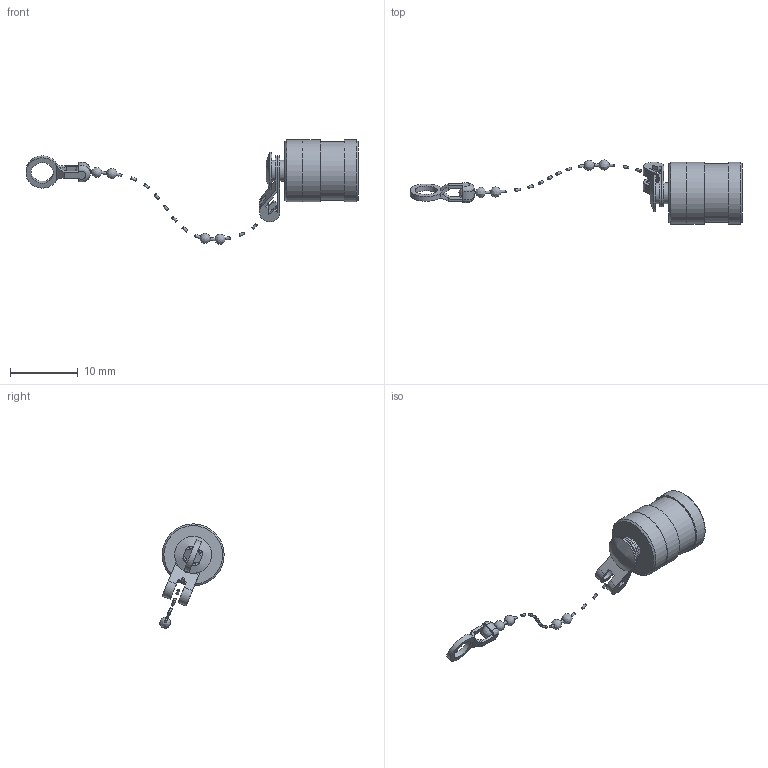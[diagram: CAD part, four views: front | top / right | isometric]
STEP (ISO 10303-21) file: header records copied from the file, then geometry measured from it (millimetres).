
FILE_DESCRIPTION (( 'STEP AP203' ), '1' );
FILE_NAME ('PE6125_3D.step', '2021-02-05T18:34:00', ( '' ), ( '' ), 'SwSTEP 2.0', 'SolidWorks 2018', '' );
FILE_SCHEMA (( 'CONFIG_CONTROL_DESIGN' ));
Length unit declared in the file: inch
Products named in the file (1): PE6125_3D
Bounding box: 48.98 x 9.49 x 15.38 mm (x, y, z)
Volume: 563.3 mm3; surface area: 1195.4 mm2
Topology: 12 solids, 12 shells, 182 faces, 428 edges, 280 vertices
Faces by surface type: plane 81, bspline 48, cylinder 38, torus 8, cone 7
Full cylindrical faces by diameter (mm): 0.53 x1, 0.746 x1, 0.761 x1, 3.109 x3, 3.302 x1, 3.4 x1, 4.79 x1, 5.455 x1, 5.7 x1, 5.807 x1, 6.23 x1, 7.109 x1, 8.636 x2, 9.144 x3
Entity records: 7224 total; most frequent: CARTESIAN_POINT 3506, ORIENTED_EDGE 746, DIRECTION 663, EDGE_CURVE 373, VERTEX_POINT 270, EDGE_LOOP 249, AXIS2_PLACEMENT_3D 239, FACE_OUTER_BOUND 198
